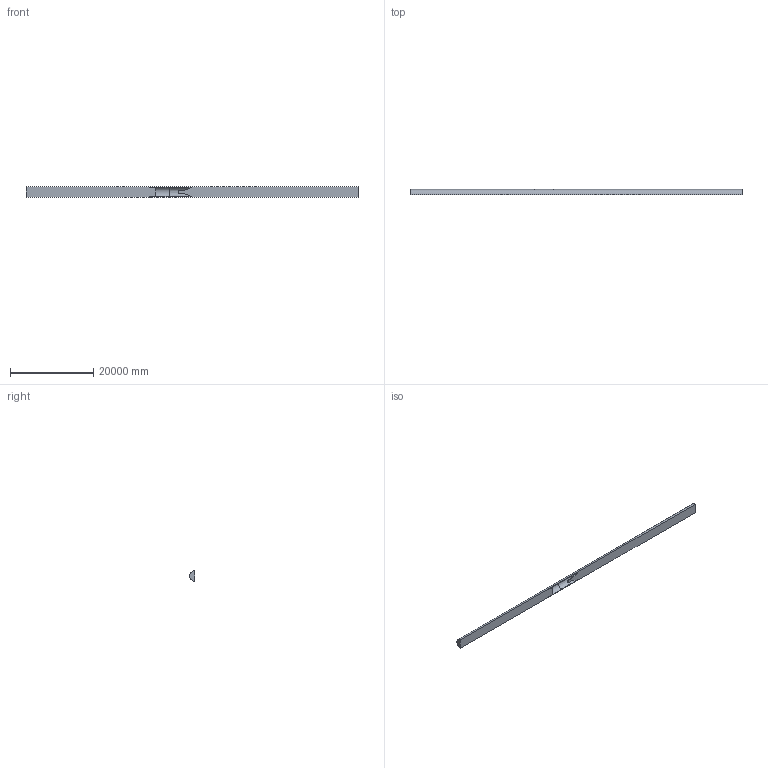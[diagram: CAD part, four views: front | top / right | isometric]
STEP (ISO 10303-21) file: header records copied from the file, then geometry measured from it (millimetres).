
FILE_DESCRIPTION (( 'STEP AP214' ), '1' );
FILE_NAME ('Hyperloop.STEP', '2016-02-06T00:24:20', ( 'cheath1' ), ( '' ), 'SwSTEP 2.0', 'SolidWorks 2014', '' );
FILE_SCHEMA (( 'AUTOMOTIVE_DESIGN' ));
Length unit declared in the file: metre
Products named in the file (1): Hyperloop
Bounding box: 80000 x 1232.86 x 2465.72 mm (x, y, z)
Volume: 176741270497 mm3; surface area: 542921234.1 mm2
Topology: 1 solids, 1 shells, 12 faces, 27 edges, 18 vertices
Faces by surface type: plane 5, cone 4, cylinder 3
Entity records: 374 total; most frequent: DIRECTION 62, CARTESIAN_POINT 58, ORIENTED_EDGE 54, EDGE_CURVE 27, AXIS2_PLACEMENT_3D 22, LINE 18, VERTEX_POINT 18, VECTOR 18
